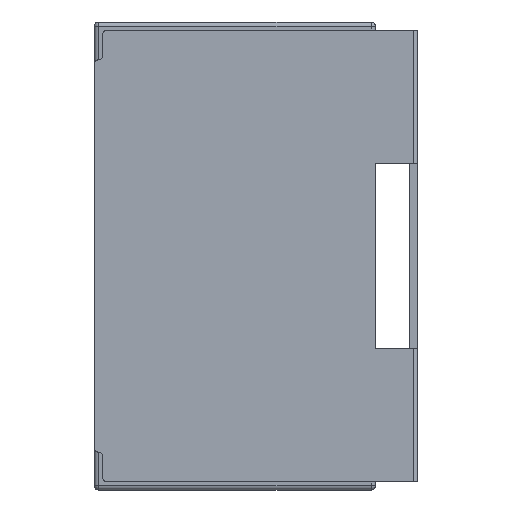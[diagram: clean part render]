
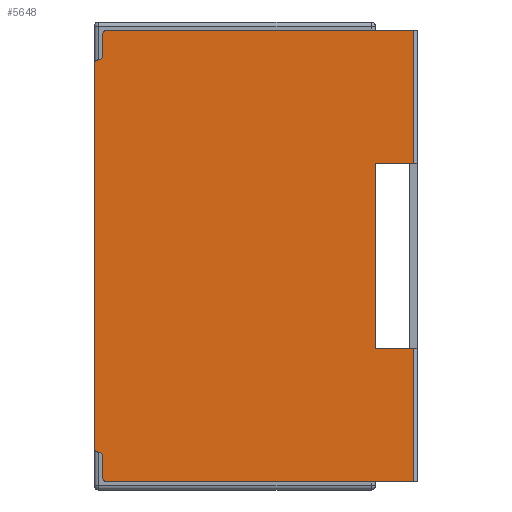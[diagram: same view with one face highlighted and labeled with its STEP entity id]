
A CAD part, left-side view. The second image highlights one B-rep face of the part: STEP entity #5648.
In plain terms, the highlighted planar face has unit normal (-1, 0, 0).
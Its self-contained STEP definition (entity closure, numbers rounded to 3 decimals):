
#30 = AXIS2_PLACEMENT_3D ( 'NONE', #5014, #2384, #4510 ) ;
#157 = ORIENTED_EDGE ( 'NONE', *, *, #445, .T. ) ;
#201 = VERTEX_POINT ( 'NONE', #3758 ) ;
#209 = DIRECTION ( 'NONE',  ( -1., 0., 0. ) ) ;
#229 = EDGE_CURVE ( 'NONE', #6578, #828, #2139, .T. ) ;
#356 = VERTEX_POINT ( 'NONE', #2397 ) ;
#387 = LINE ( 'NONE', #3046, #4769 ) ;
#401 = ORIENTED_EDGE ( 'NONE', *, *, #6564, .T. ) ;
#432 = CARTESIAN_POINT ( 'NONE',  ( -0.1, 3.254, -0.495 ) ) ;
#445 = EDGE_CURVE ( 'NONE', #2559, #201, #2428, .T. ) ;
#594 = VECTOR ( 'NONE', #3989, 1000. ) ;
#656 = EDGE_CURVE ( 'NONE', #3423, #5954, #1044, .T. ) ;
#726 = DIRECTION ( 'NONE',  ( 0., -1., 0. ) ) ;
#769 = ORIENTED_EDGE ( 'NONE', *, *, #5617, .T. ) ;
#774 = EDGE_CURVE ( 'NONE', #2311, #3906, #3460, .T. ) ;
#807 = DIRECTION ( 'NONE',  ( 0., 1., 0. ) ) ;
#828 = VERTEX_POINT ( 'NONE', #4632 ) ;
#842 = ORIENTED_EDGE ( 'NONE', *, *, #656, .T. ) ;
#959 = CARTESIAN_POINT ( 'NONE',  ( -0.1, 3.204, -0.395 ) ) ;
#968 = AXIS2_PLACEMENT_3D ( 'NONE', #6079, #1331, #2870 ) ;
#1024 = DIRECTION ( 'NONE',  ( 0., -1., 0. ) ) ;
#1044 = CIRCLE ( 'NONE', #4905, 0.05 ) ;
#1170 = CARTESIAN_POINT ( 'NONE',  ( -0.1, 3.254, -0.445 ) ) ;
#1274 = VECTOR ( 'NONE', #2373, 1000. ) ;
#1301 = CIRCLE ( 'NONE', #968, 0.05 ) ;
#1319 = DIRECTION ( 'NONE',  ( 0., -1., 0. ) ) ;
#1331 = DIRECTION ( 'NONE',  ( 1., 0., 0. ) ) ;
#1394 = CIRCLE ( 'NONE', #2490, 0.05 ) ;
#1461 = CARTESIAN_POINT ( 'NONE',  ( -0.1, 3.304, -0.495 ) ) ;
#1482 = ORIENTED_EDGE ( 'NONE', *, *, #5647, .F. ) ;
#1526 = CIRCLE ( 'NONE', #4172, 0.05 ) ;
#1623 = CARTESIAN_POINT ( 'NONE',  ( -0.1, 3.154, -5.405 ) ) ;
#1627 = VECTOR ( 'NONE', #1024, 1000. ) ;
#1632 = DIRECTION ( 'NONE',  ( 0., 0., -1. ) ) ;
#1633 = VERTEX_POINT ( 'NONE', #4148 ) ;
#1758 = DIRECTION ( 'NONE',  ( 0., 0., 1. ) ) ;
#1802 = EDGE_CURVE ( 'NONE', #2311, #2276, #4577, .T. ) ;
#1808 = CARTESIAN_POINT ( 'NONE',  ( -0.1, 3.154, -5.355 ) ) ;
#1885 = CARTESIAN_POINT ( 'NONE',  ( -0.1, 3.304, -5.405 ) ) ;
#1970 = EDGE_LOOP ( 'NONE', ( #1482, #6308, #401, #4010, #842, #4337, #6460, #769, #2823, #3288, #157, #4658, #6298, #3819, #6035, #4529 ) ) ;
#1972 = EDGE_CURVE ( 'NONE', #3906, #6578, #3102, .T. ) ;
#1983 = LINE ( 'NONE', #5756, #6770 ) ;
#2079 = VECTOR ( 'NONE', #2499, 1000. ) ;
#2117 = DIRECTION ( 'NONE',  ( 0., 0., 1. ) ) ;
#2139 = LINE ( 'NONE', #3720, #1627 ) ;
#2276 = VERTEX_POINT ( 'NONE', #3590 ) ;
#2311 = VERTEX_POINT ( 'NONE', #4574 ) ;
#2373 = DIRECTION ( 'NONE',  ( 0., 0., 1. ) ) ;
#2384 = DIRECTION ( 'NONE',  ( 1., 0., 0. ) ) ;
#2397 = CARTESIAN_POINT ( 'NONE',  ( -0.1, 3.204, -5.355 ) ) ;
#2428 = LINE ( 'NONE', #1885, #594 ) ;
#2490 = AXIS2_PLACEMENT_3D ( 'NONE', #5100, #3538, #5766 ) ;
#2499 = DIRECTION ( 'NONE',  ( 0., -1., 0. ) ) ;
#2522 = DIRECTION ( 'NONE',  ( 0., 0., -1. ) ) ;
#2528 = VERTEX_POINT ( 'NONE', #959 ) ;
#2529 = CARTESIAN_POINT ( 'NONE',  ( -0.1, 3.304, -0.095 ) ) ;
#2559 = VERTEX_POINT ( 'NONE', #1623 ) ;
#2635 = VERTEX_POINT ( 'NONE', #4804 ) ;
#2722 = EDGE_CURVE ( 'NONE', #356, #3411, #4450, .T. ) ;
#2823 = ORIENTED_EDGE ( 'NONE', *, *, #2722, .F. ) ;
#2870 = DIRECTION ( 'NONE',  ( 0., -1., 0. ) ) ;
#2938 = CARTESIAN_POINT ( 'NONE',  ( -0.1, 0., -1.66 ) ) ;
#2956 = CARTESIAN_POINT ( 'NONE',  ( -0.1, 0., -1.66 ) ) ;
#3046 = CARTESIAN_POINT ( 'NONE',  ( -0.1, -0.446, -5.405 ) ) ;
#3063 = EDGE_CURVE ( 'NONE', #356, #2559, #3787, .T. ) ;
#3102 = LINE ( 'NONE', #4187, #4112 ) ;
#3164 = CARTESIAN_POINT ( 'NONE',  ( -0.1, 3.204, -5.105 ) ) ;
#3288 = ORIENTED_EDGE ( 'NONE', *, *, #3063, .T. ) ;
#3371 = VECTOR ( 'NONE', #1758, 1000. ) ;
#3387 = AXIS2_PLACEMENT_3D ( 'NONE', #6847, #5198, #5231 ) ;
#3411 = VERTEX_POINT ( 'NONE', #3164 ) ;
#3423 = VERTEX_POINT ( 'NONE', #1170 ) ;
#3460 = LINE ( 'NONE', #2938, #3920 ) ;
#3538 = DIRECTION ( 'NONE',  ( -1., 0., 0. ) ) ;
#3590 = CARTESIAN_POINT ( 'NONE',  ( -0.1, -0.446, -0.095 ) ) ;
#3668 = CARTESIAN_POINT ( 'NONE',  ( -0.1, 3.204, -0.445 ) ) ;
#3714 = DIRECTION ( 'NONE',  ( 0., -1., 0. ) ) ;
#3720 = CARTESIAN_POINT ( 'NONE',  ( -0.1, 0., -3.84 ) ) ;
#3758 = CARTESIAN_POINT ( 'NONE',  ( -0.1, -0.446, -5.405 ) ) ;
#3787 = CIRCLE ( 'NONE', #6119, 0.05 ) ;
#3815 = DIRECTION ( 'NONE',  ( -1., 0., 0. ) ) ;
#3819 = ORIENTED_EDGE ( 'NONE', *, *, #1972, .F. ) ;
#3906 = VERTEX_POINT ( 'NONE', #2956 ) ;
#3920 = VECTOR ( 'NONE', #807, 1000. ) ;
#3969 = VERTEX_POINT ( 'NONE', #5882 ) ;
#3989 = DIRECTION ( 'NONE',  ( 0., -1., 0. ) ) ;
#4010 = ORIENTED_EDGE ( 'NONE', *, *, #5916, .T. ) ;
#4090 = DIRECTION ( 'NONE',  ( 0., 0., 1. ) ) ;
#4112 = VECTOR ( 'NONE', #1632, 1000. ) ;
#4148 = CARTESIAN_POINT ( 'NONE',  ( -0.1, 3.254, -5.055 ) ) ;
#4172 = AXIS2_PLACEMENT_3D ( 'NONE', #4946, #3815, #1319 ) ;
#4180 = EDGE_CURVE ( 'NONE', #6179, #1633, #1394, .T. ) ;
#4187 = CARTESIAN_POINT ( 'NONE',  ( -0.1, 0., -3.84 ) ) ;
#4337 = ORIENTED_EDGE ( 'NONE', *, *, #6588, .F. ) ;
#4450 = LINE ( 'NONE', #6508, #3371 ) ;
#4510 = DIRECTION ( 'NONE',  ( 0., -1., 0. ) ) ;
#4529 = ORIENTED_EDGE ( 'NONE', *, *, #1802, .T. ) ;
#4574 = CARTESIAN_POINT ( 'NONE',  ( -0.1, -0.446, -1.66 ) ) ;
#4577 = LINE ( 'NONE', #5006, #1274 ) ;
#4592 = EDGE_CURVE ( 'NONE', #3969, #2635, #1526, .T. ) ;
#4624 = CARTESIAN_POINT ( 'NONE',  ( -0.1, 0., -3.84 ) ) ;
#4630 = FACE_OUTER_BOUND ( 'NONE', #1970, .T. ) ;
#4632 = CARTESIAN_POINT ( 'NONE',  ( -0.1, -0.446, -3.84 ) ) ;
#4658 = ORIENTED_EDGE ( 'NONE', *, *, #6551, .T. ) ;
#4727 = PLANE ( 'NONE',  #3387 ) ;
#4763 = DIRECTION ( 'NONE',  ( -1., 0., 0. ) ) ;
#4769 = VECTOR ( 'NONE', #2117, 1000. ) ;
#4804 = CARTESIAN_POINT ( 'NONE',  ( -0.1, 3.204, -0.145 ) ) ;
#4905 = AXIS2_PLACEMENT_3D ( 'NONE', #432, #4763, #3714 ) ;
#4946 = CARTESIAN_POINT ( 'NONE',  ( -0.1, 3.154, -0.145 ) ) ;
#5006 = CARTESIAN_POINT ( 'NONE',  ( -0.1, -0.446, -5.405 ) ) ;
#5014 = CARTESIAN_POINT ( 'NONE',  ( -0.1, 3.254, -0.395 ) ) ;
#5100 = CARTESIAN_POINT ( 'NONE',  ( -0.1, 3.254, -5.005 ) ) ;
#5198 = DIRECTION ( 'NONE',  ( -1., 0., 0. ) ) ;
#5231 = DIRECTION ( 'NONE',  ( 0., -1., 0. ) ) ;
#5328 = CIRCLE ( 'NONE', #30, 0.05 ) ;
#5617 = EDGE_CURVE ( 'NONE', #1633, #3411, #1301, .T. ) ;
#5647 = EDGE_CURVE ( 'NONE', #3969, #2276, #6181, .T. ) ;
#5648 = ADVANCED_FACE ( 'NONE', ( #4630 ), #4727, .T. ) ;
#5649 = VECTOR ( 'NONE', #2522, 1000. ) ;
#5729 = CARTESIAN_POINT ( 'NONE',  ( -0.1, 3.304, -5.005 ) ) ;
#5756 = CARTESIAN_POINT ( 'NONE',  ( -0.1, 3.304, -5.405 ) ) ;
#5766 = DIRECTION ( 'NONE',  ( 0., -1., 0. ) ) ;
#5882 = CARTESIAN_POINT ( 'NONE',  ( -0.1, 3.154, -0.095 ) ) ;
#5916 = EDGE_CURVE ( 'NONE', #2528, #3423, #5328, .T. ) ;
#5954 = VERTEX_POINT ( 'NONE', #1461 ) ;
#6035 = ORIENTED_EDGE ( 'NONE', *, *, #774, .F. ) ;
#6079 = CARTESIAN_POINT ( 'NONE',  ( -0.1, 3.254, -5.105 ) ) ;
#6119 = AXIS2_PLACEMENT_3D ( 'NONE', #1808, #209, #726 ) ;
#6179 = VERTEX_POINT ( 'NONE', #5729 ) ;
#6181 = LINE ( 'NONE', #2529, #2079 ) ;
#6298 = ORIENTED_EDGE ( 'NONE', *, *, #229, .F. ) ;
#6308 = ORIENTED_EDGE ( 'NONE', *, *, #4592, .T. ) ;
#6460 = ORIENTED_EDGE ( 'NONE', *, *, #4180, .T. ) ;
#6508 = CARTESIAN_POINT ( 'NONE',  ( -0.1, 3.204, -5.055 ) ) ;
#6551 = EDGE_CURVE ( 'NONE', #201, #828, #387, .T. ) ;
#6564 = EDGE_CURVE ( 'NONE', #2635, #2528, #6769, .T. ) ;
#6578 = VERTEX_POINT ( 'NONE', #4624 ) ;
#6588 = EDGE_CURVE ( 'NONE', #6179, #5954, #1983, .T. ) ;
#6769 = LINE ( 'NONE', #3668, #5649 ) ;
#6770 = VECTOR ( 'NONE', #4090, 1000. ) ;
#6847 = CARTESIAN_POINT ( 'NONE',  ( -0.1, 3.304, -5.405 ) ) ;
